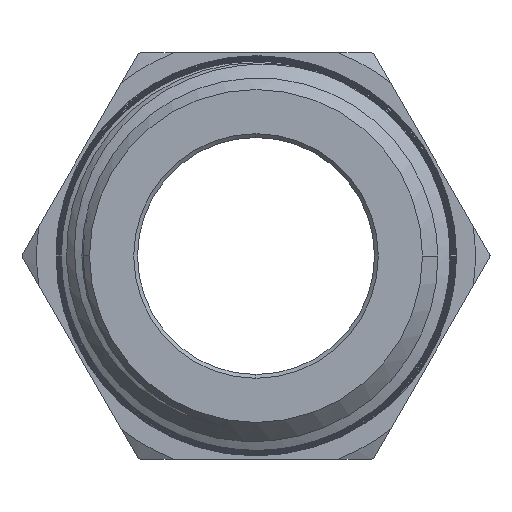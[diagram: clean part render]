
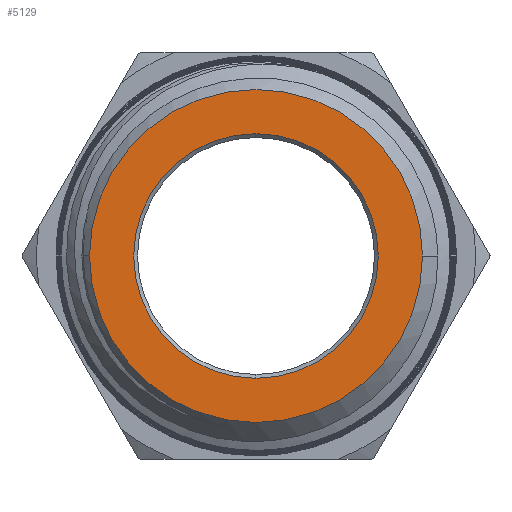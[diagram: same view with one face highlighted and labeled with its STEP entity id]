
A CAD part, left-side view. The second image highlights one B-rep face of the part: STEP entity #5129.
In plain terms, the highlighted planar face has unit normal (-1, 0, 0).
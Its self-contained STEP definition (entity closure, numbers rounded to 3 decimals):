
#832=CARTESIAN_POINT('',(-23.35,0.,0.));
#833=DIRECTION('',(1.,0.,0.));
#834=DIRECTION('',(0.,-1.,0.));
#835=AXIS2_PLACEMENT_3D('',#832,#833,#834);
#837=CARTESIAN_POINT('',(-23.35,0.,0.));
#838=DIRECTION('',(1.,0.,0.));
#839=DIRECTION('',(0.,1.,0.));
#840=AXIS2_PLACEMENT_3D('',#837,#838,#839);
#842=CARTESIAN_POINT('',(-23.35,0.,0.));
#843=DIRECTION('',(1.,0.,0.));
#844=DIRECTION('',(0.,0.,1.));
#845=AXIS2_PLACEMENT_3D('',#842,#843,#844);
#847=CARTESIAN_POINT('',(-23.35,0.,0.));
#848=DIRECTION('',(1.,0.,0.));
#849=DIRECTION('',(0.,0.,-1.));
#850=AXIS2_PLACEMENT_3D('',#847,#848,#849);
#4441=CARTESIAN_POINT('',(-23.35,-11.027,0.));
#4442=CARTESIAN_POINT('',(-23.35,11.027,0.));
#4443=VERTEX_POINT('',#4441);
#4444=VERTEX_POINT('',#4442);
#4455=CARTESIAN_POINT('',(-23.35,0.,8.1));
#4456=CARTESIAN_POINT('',(-23.35,0.,-8.1));
#4457=VERTEX_POINT('',#4455);
#4458=VERTEX_POINT('',#4456);
#5113=CARTESIAN_POINT('',(-23.35,0.,0.));
#5114=DIRECTION('',(1.,0.,0.));
#5115=DIRECTION('',(0.,-1.,0.));
#5116=AXIS2_PLACEMENT_3D('',#5113,#5114,#5115);
#5117=PLANE('',#5116);
#5119=ORIENTED_EDGE('',*,*,#5118,.T.);
#5121=ORIENTED_EDGE('',*,*,#5120,.T.);
#5122=EDGE_LOOP('',(#5119,#5121));
#5123=FACE_OUTER_BOUND('',#5122,.F.);
#5125=ORIENTED_EDGE('',*,*,#5124,.F.);
#5126=ORIENTED_EDGE('',*,*,#5103,.F.);
#5127=EDGE_LOOP('',(#5125,#5126));
#5128=FACE_BOUND('',#5127,.F.);
#836=CIRCLE('',#835,11.027);
#841=CIRCLE('',#840,11.027);
#846=CIRCLE('',#845,8.1);
#851=CIRCLE('',#850,8.1);
#5103=EDGE_CURVE('',#4458,#4457,#851,.T.);
#5118=EDGE_CURVE('',#4443,#4444,#836,.T.);
#5120=EDGE_CURVE('',#4444,#4443,#841,.T.);
#5124=EDGE_CURVE('',#4457,#4458,#846,.T.);
#5129=ADVANCED_FACE('',(#5123,#5128),#5117,.F.);
